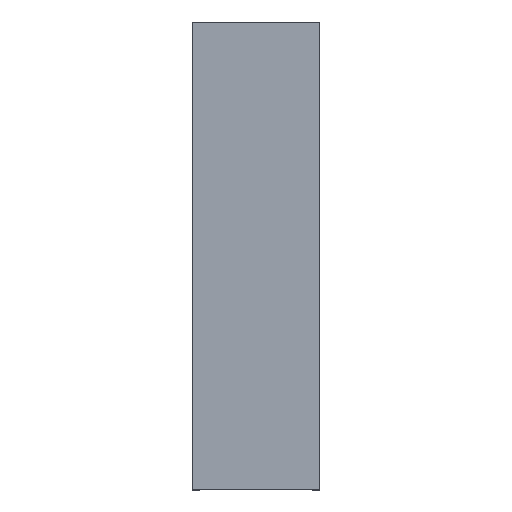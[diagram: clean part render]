
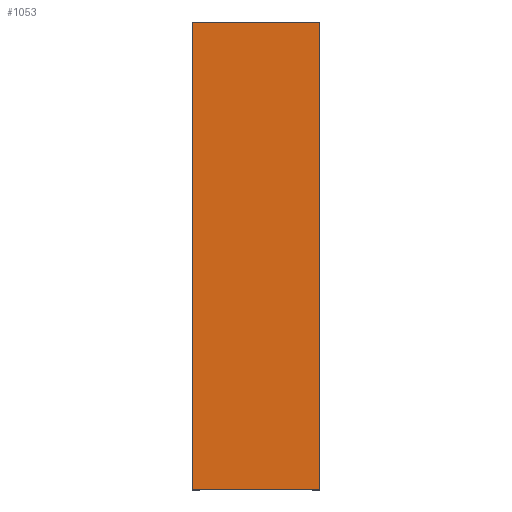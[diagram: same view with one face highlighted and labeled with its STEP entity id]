
A CAD part, top view. The second image highlights one B-rep face of the part: STEP entity #1053.
In plain terms, the highlighted planar face has unit normal (0, 0, 1).
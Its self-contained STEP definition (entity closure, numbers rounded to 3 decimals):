
#17 = EDGE_CURVE ( 'NONE', #1132, #329, #944, .T. ) ;
#39 = EDGE_CURVE ( 'NONE', #1200, #1132, #1141, .T. ) ;
#52 = ORIENTED_EDGE ( 'NONE', *, *, #1051, .F. ) ;
#121 = DIRECTION ( 'NONE',  ( -1., 0., 0. ) ) ;
#160 = LINE ( 'NONE', #216, #536 ) ;
#200 = FACE_OUTER_BOUND ( 'NONE', #642, .T. ) ;
#204 = CARTESIAN_POINT ( 'NONE',  ( -35., 0., 60. ) ) ;
#216 = CARTESIAN_POINT ( 'NONE',  ( -35., 0., 60. ) ) ;
#287 = ORIENTED_EDGE ( 'NONE', *, *, #17, .T. ) ;
#306 = DIRECTION ( 'NONE',  ( 0., 1., 0. ) ) ;
#322 = DIRECTION ( 'NONE',  ( 0., -1., 0. ) ) ;
#329 = VERTEX_POINT ( 'NONE', #678 ) ;
#341 = ORIENTED_EDGE ( 'NONE', *, *, #1086, .T. ) ;
#384 = VERTEX_POINT ( 'NONE', #594 ) ;
#412 = CARTESIAN_POINT ( 'NONE',  ( -35., 2200., 60. ) ) ;
#458 = AXIS2_PLACEMENT_3D ( 'NONE', #616, #712, #121 ) ;
#486 = LINE ( 'NONE', #412, #1038 ) ;
#536 = VECTOR ( 'NONE', #322, 1000. ) ;
#579 = DIRECTION ( 'NONE',  ( 1., 0., 0. ) ) ;
#594 = CARTESIAN_POINT ( 'NONE',  ( -35., 2200., 60. ) ) ;
#596 = VECTOR ( 'NONE', #306, 1000. ) ;
#609 = DIRECTION ( 'NONE',  ( 1., 0., 0. ) ) ;
#612 = CARTESIAN_POINT ( 'NONE',  ( -35., 0., 60. ) ) ;
#616 = CARTESIAN_POINT ( 'NONE',  ( -35., 2200., 60. ) ) ;
#642 = EDGE_LOOP ( 'NONE', ( #1149, #287, #52, #341 ) ) ;
#678 = CARTESIAN_POINT ( 'NONE',  ( 565., 2200., 60. ) ) ;
#712 = DIRECTION ( 'NONE',  ( 0., 0., -1. ) ) ;
#740 = VECTOR ( 'NONE', #579, 1000. ) ;
#907 = CARTESIAN_POINT ( 'NONE',  ( 565., 2200., 60. ) ) ;
#944 = LINE ( 'NONE', #907, #596 ) ;
#1038 = VECTOR ( 'NONE', #609, 1000. ) ;
#1051 = EDGE_CURVE ( 'NONE', #384, #329, #486, .T. ) ;
#1053 = ADVANCED_FACE ( 'NONE', ( #200 ), #1224, .F. ) ;
#1086 = EDGE_CURVE ( 'NONE', #384, #1200, #160, .T. ) ;
#1132 = VERTEX_POINT ( 'NONE', #1206 ) ;
#1141 = LINE ( 'NONE', #612, #740 ) ;
#1149 = ORIENTED_EDGE ( 'NONE', *, *, #39, .T. ) ;
#1200 = VERTEX_POINT ( 'NONE', #204 ) ;
#1206 = CARTESIAN_POINT ( 'NONE',  ( 565., 0., 60. ) ) ;
#1224 = PLANE ( 'NONE',  #458 ) ;
